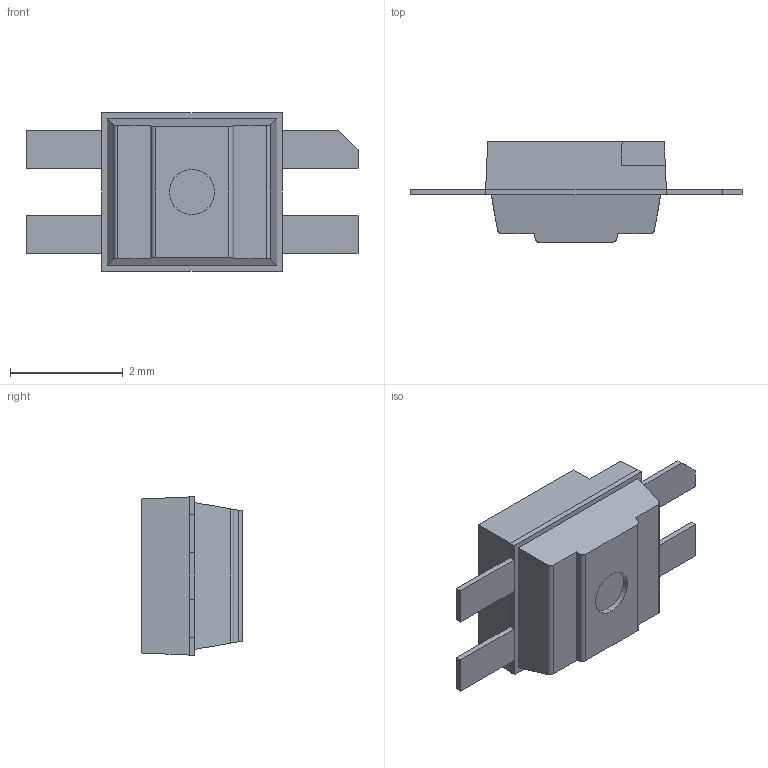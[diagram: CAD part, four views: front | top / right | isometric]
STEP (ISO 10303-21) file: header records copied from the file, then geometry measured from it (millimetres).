
FILE_DESCRIPTION (( 'STEP AP214' ), '1' );
FILE_NAME ('SK6812-E.STEP', '2025-02-07T21:51:47', ( '' ), ( '' ), 'SwSTEP 2.0', 'SolidWorks 2021', '' );
FILE_SCHEMA (( 'AUTOMOTIVE_DESIGN' ));
Length unit declared in the file: millimetre
Products named in the file (1): SK6812-E
Bounding box: 5.88 x 1.78 x 2.8 mm (x, y, z)
Volume: 12.3 mm3; surface area: 46.1 mm2
Topology: 5 solids, 5 shells, 56 faces, 125 edges, 82 vertices
Faces by surface type: plane 48, cylinder 6, cone 2
Entity records: 1595 total; most frequent: CARTESIAN_POINT 288, ORIENTED_EDGE 250, DIRECTION 239, EDGE_CURVE 125, LINE 109, VECTOR 109, VERTEX_POINT 82, AXIS2_PLACEMENT_3D 65
